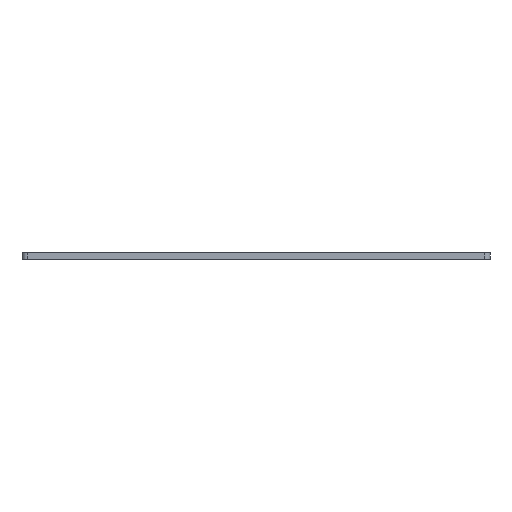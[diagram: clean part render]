
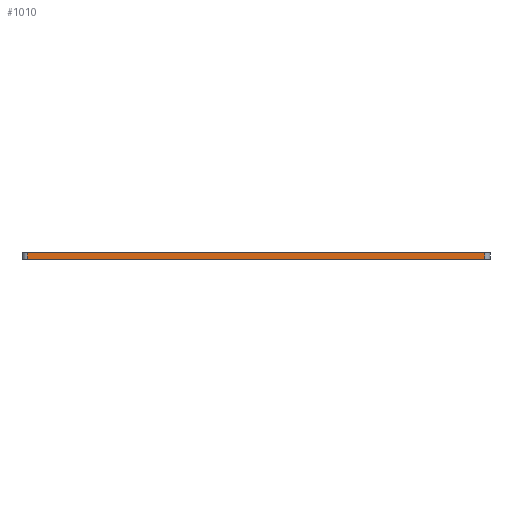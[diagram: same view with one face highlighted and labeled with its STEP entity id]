
A CAD part, front view. The second image highlights one B-rep face of the part: STEP entity #1010.
In plain terms, the highlighted planar face has unit normal (0, -1, 0).
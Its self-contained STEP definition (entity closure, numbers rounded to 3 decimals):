
#92=PLANE('',#1132);
#118=FACE_OUTER_BOUND('',#202,.T.);
#202=EDGE_LOOP('',(#809,#810,#811,#812));
#286=LINE('',#1614,#339);
#291=LINE('',#1671,#344);
#292=LINE('',#1674,#345);
#293=LINE('',#1675,#346);
#339=VECTOR('',#1316,10.);
#344=VECTOR('',#1375,10.);
#345=VECTOR('',#1378,10.);
#346=VECTOR('',#1379,10.);
#492=VERTEX_POINT('',#1611);
#493=VERTEX_POINT('',#1613);
#518=VERTEX_POINT('',#1669);
#519=VERTEX_POINT('',#1673);
#601=EDGE_CURVE('',#492,#493,#286,.T.);
#630=EDGE_CURVE('',#493,#518,#291,.T.);
#631=EDGE_CURVE('',#519,#492,#292,.T.);
#632=EDGE_CURVE('',#518,#519,#293,.T.);
#809=ORIENTED_EDGE('',*,*,#630,.F.);
#810=ORIENTED_EDGE('',*,*,#601,.F.);
#811=ORIENTED_EDGE('',*,*,#631,.F.);
#812=ORIENTED_EDGE('',*,*,#632,.F.);
#1010=ADVANCED_FACE('',(#118),#92,.T.);
#1132=AXIS2_PLACEMENT_3D('',#1672,#1376,#1377);
#1316=DIRECTION('',(-1.,0.,0.));
#1375=DIRECTION('',(0.,0.,1.));
#1376=DIRECTION('center_axis',(0.,-1.,0.));
#1377=DIRECTION('ref_axis',(1.,0.,0.));
#1378=DIRECTION('',(0.,0.,-1.));
#1379=DIRECTION('',(1.,0.,0.));
#1611=CARTESIAN_POINT('',(440.,-455.,0.));
#1613=CARTESIAN_POINT('',(5.,-455.,0.));
#1614=CARTESIAN_POINT('',(445.,-455.,0.));
#1669=CARTESIAN_POINT('',(5.,-455.,6.35));
#1671=CARTESIAN_POINT('',(5.,-455.,0.));
#1672=CARTESIAN_POINT('Origin',(0.,-455.,0.));
#1673=CARTESIAN_POINT('',(440.,-455.,6.35));
#1674=CARTESIAN_POINT('',(440.,-455.,0.));
#1675=CARTESIAN_POINT('',(445.,-455.,6.35));
